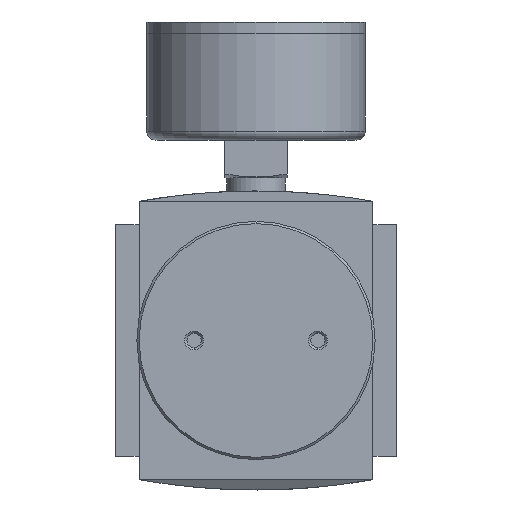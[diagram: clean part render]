
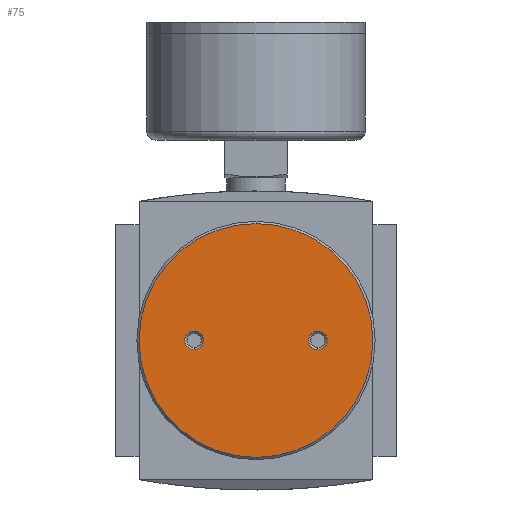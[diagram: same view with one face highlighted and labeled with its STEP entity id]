
A CAD part, front view. The second image highlights one B-rep face of the part: STEP entity #75.
In plain terms, the highlighted planar face has unit normal (0, -1, 0).
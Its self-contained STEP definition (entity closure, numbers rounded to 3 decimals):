
#18 = EDGE_CURVE ( 'NONE', #7302, #10665, #7988, .T. ) ;
#75 = ADVANCED_FACE ( 'NONE', ( #5301, #11096, #18930 ), #2340, .F. ) ;
#890 = VERTEX_POINT ( 'NONE', #10869 ) ;
#1472 = EDGE_CURVE ( 'NONE', #890, #20170, #22331, .T. ) ;
#2340 = PLANE ( 'NONE',  #12520 ) ;
#4594 = CARTESIAN_POINT ( 'NONE',  ( -13.9, -40., 0. ) ) ;
#5256 = DIRECTION ( 'NONE',  ( 0., 1., 0. ) ) ;
#5301 = FACE_BOUND ( 'NONE', #8494, .T. ) ;
#5659 = DIRECTION ( 'NONE',  ( 0., 0., 1. ) ) ;
#5899 = CARTESIAN_POINT ( 'NONE',  ( 0., -40., 0. ) ) ;
#5958 = EDGE_CURVE ( 'NONE', #10665, #7302, #14127, .T. ) ;
#6798 = DIRECTION ( 'NONE',  ( 0., 0., -1. ) ) ;
#7054 = CARTESIAN_POINT ( 'NONE',  ( -13.9, -40., 0. ) ) ;
#7302 = VERTEX_POINT ( 'NONE', #8895 ) ;
#7388 = EDGE_CURVE ( 'NONE', #21690, #10133, #11583, .T. ) ;
#7802 = DIRECTION ( 'NONE',  ( 0., 0., -1. ) ) ;
#7988 = CIRCLE ( 'NONE', #20287, 26.25 ) ;
#8494 = EDGE_LOOP ( 'NONE', ( #15438, #20994 ) ) ;
#8895 = CARTESIAN_POINT ( 'NONE',  ( 0., -40., 26.25 ) ) ;
#9154 = DIRECTION ( 'NONE',  ( 0., 0., 1. ) ) ;
#9273 = DIRECTION ( 'NONE',  ( 0., -1., 0. ) ) ;
#9517 = CARTESIAN_POINT ( 'NONE',  ( -13.9, -40., 2.1 ) ) ;
#10133 = VERTEX_POINT ( 'NONE', #10655 ) ;
#10655 = CARTESIAN_POINT ( 'NONE',  ( 13.9, -40., -2.1 ) ) ;
#10665 = VERTEX_POINT ( 'NONE', #12088 ) ;
#10678 = AXIS2_PLACEMENT_3D ( 'NONE', #7054, #18411, #6798 ) ;
#10786 = EDGE_LOOP ( 'NONE', ( #11317, #22412 ) ) ;
#10869 = CARTESIAN_POINT ( 'NONE',  ( -13.9, -40., -2.1 ) ) ;
#11058 = CARTESIAN_POINT ( 'NONE',  ( 13.9, -40., 0. ) ) ;
#11096 = FACE_OUTER_BOUND ( 'NONE', #13076, .T. ) ;
#11317 = ORIENTED_EDGE ( 'NONE', *, *, #1472, .F. ) ;
#11472 = AXIS2_PLACEMENT_3D ( 'NONE', #11058, #5256, #9154 ) ;
#11583 = CIRCLE ( 'NONE', #11472, 2.1 ) ;
#12088 = CARTESIAN_POINT ( 'NONE',  ( 0., -40., -26.25 ) ) ;
#12520 = AXIS2_PLACEMENT_3D ( 'NONE', #15867, #23631, #15785 ) ;
#13070 = DIRECTION ( 'NONE',  ( 0., 0., -1. ) ) ;
#13076 = EDGE_LOOP ( 'NONE', ( #20956, #21040 ) ) ;
#13540 = EDGE_CURVE ( 'NONE', #10133, #21690, #23969, .T. ) ;
#14127 = CIRCLE ( 'NONE', #14133, 26.25 ) ;
#14133 = AXIS2_PLACEMENT_3D ( 'NONE', #16806, #9273, #13070 ) ;
#15397 = CARTESIAN_POINT ( 'NONE',  ( 13.9, -40., 0. ) ) ;
#15438 = ORIENTED_EDGE ( 'NONE', *, *, #7388, .T. ) ;
#15487 = CIRCLE ( 'NONE', #22059, 2.1 ) ;
#15535 = EDGE_CURVE ( 'NONE', #20170, #890, #15487, .T. ) ;
#15785 = DIRECTION ( 'NONE',  ( 0., 0., 1. ) ) ;
#15867 = CARTESIAN_POINT ( 'NONE',  ( 26.25, -40., 0. ) ) ;
#16806 = CARTESIAN_POINT ( 'NONE',  ( 0., -40., 0. ) ) ;
#16868 = CARTESIAN_POINT ( 'NONE',  ( 13.9, -40., 2.1 ) ) ;
#17277 = DIRECTION ( 'NONE',  ( 0., 1., 0. ) ) ;
#18051 = DIRECTION ( 'NONE',  ( 0., 0., -1. ) ) ;
#18310 = DIRECTION ( 'NONE',  ( 0., -1., 0. ) ) ;
#18411 = DIRECTION ( 'NONE',  ( 0., -1., 0. ) ) ;
#18930 = FACE_BOUND ( 'NONE', #10786, .T. ) ;
#20170 = VERTEX_POINT ( 'NONE', #9517 ) ;
#20287 = AXIS2_PLACEMENT_3D ( 'NONE', #5899, #21066, #7802 ) ;
#20956 = ORIENTED_EDGE ( 'NONE', *, *, #5958, .T. ) ;
#20994 = ORIENTED_EDGE ( 'NONE', *, *, #13540, .T. ) ;
#21040 = ORIENTED_EDGE ( 'NONE', *, *, #18, .T. ) ;
#21066 = DIRECTION ( 'NONE',  ( 0., -1., 0. ) ) ;
#21477 = AXIS2_PLACEMENT_3D ( 'NONE', #15397, #17277, #5659 ) ;
#21690 = VERTEX_POINT ( 'NONE', #16868 ) ;
#22059 = AXIS2_PLACEMENT_3D ( 'NONE', #4594, #18310, #18051 ) ;
#22331 = CIRCLE ( 'NONE', #10678, 2.1 ) ;
#22412 = ORIENTED_EDGE ( 'NONE', *, *, #15535, .F. ) ;
#23631 = DIRECTION ( 'NONE',  ( 0., 1., 0. ) ) ;
#23969 = CIRCLE ( 'NONE', #21477, 2.1 ) ;
